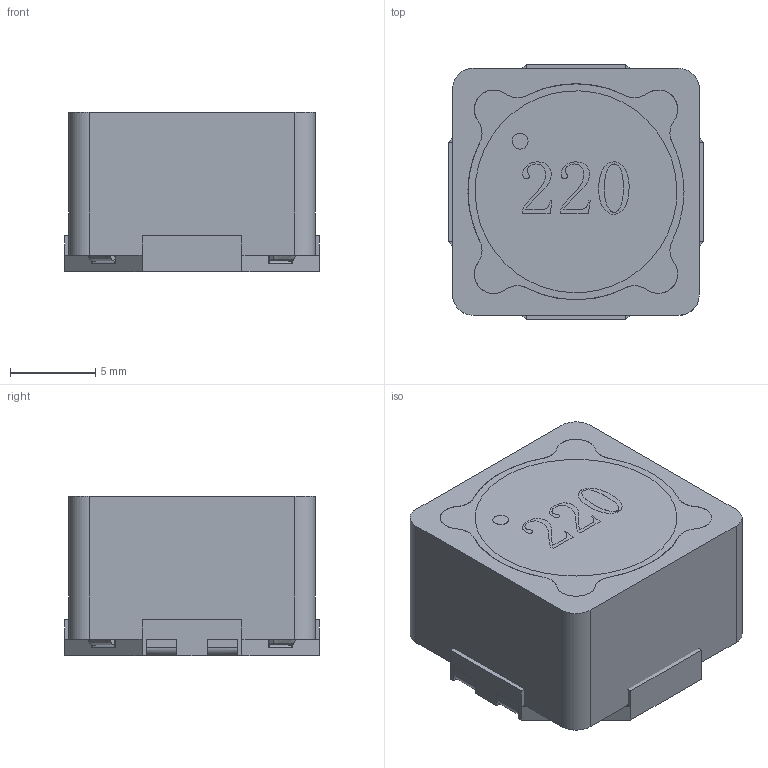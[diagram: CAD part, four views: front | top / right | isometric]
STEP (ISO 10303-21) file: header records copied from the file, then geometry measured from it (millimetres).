
FILE_DESCRIPTION(('FreeCAD Model'),'2;1');
FILE_NAME('Open CASCADE Shape Model','2025-04-29T06:24:20',('FreeCAD'),( 'FreeCAD'),'Open CASCADE STEP processor 7.6','FreeCAD','Unknown');
FILE_SCHEMA(('AUTOMOTIVE_DESIGN { 1 0 10303 214 1 1 1 1 }'));
Length unit declared in the file: millimetre
Products named in the file (1): Open CASCADE STEP translator 7.6 1
Bounding box: 14.98 x 14.98 x 9.35 mm (x, y, z)
Surface area: 2226.2 mm2 (no closed solid volume)
Topology: 0 solids, 8 shells, 352 faces, 1043 edges, 680 vertices
Faces by surface type: bspline 352
Entity records: 12487 total; most frequent: CARTESIAN_POINT 6555, ORIENTED_EDGE 2084, EDGE_CURVE 1043, B_SPLINE_CURVE_WITH_KNOTS 783, VERTEX_POINT 680, FACE_BOUND 364, EDGE_LOOP 364, ADVANCED_FACE 352
